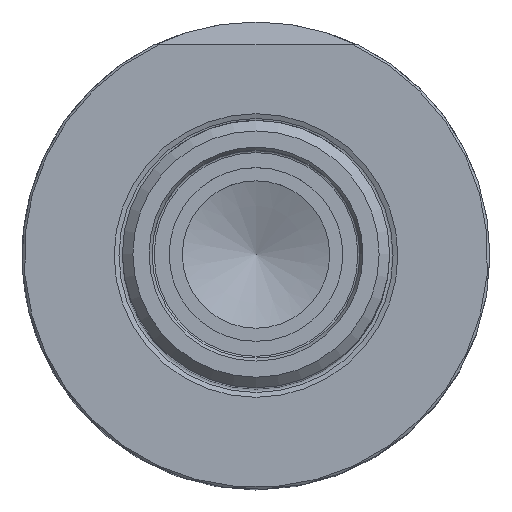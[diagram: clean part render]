
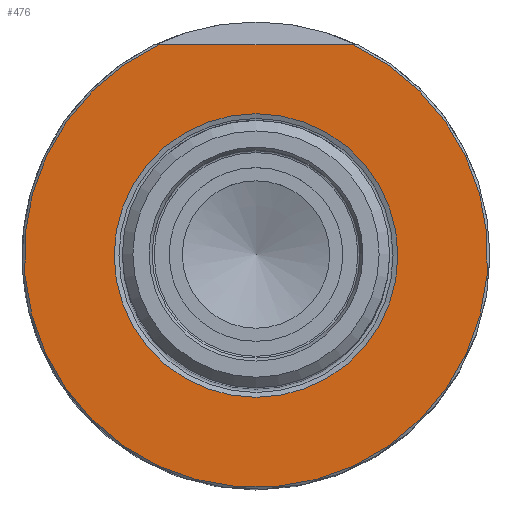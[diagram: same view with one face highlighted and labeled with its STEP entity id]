
A CAD part, top view. The second image highlights one B-rep face of the part: STEP entity #476.
In plain terms, the highlighted planar face has unit normal (0, 0, 1).
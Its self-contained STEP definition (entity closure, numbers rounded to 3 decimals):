
#216=FACE_BOUND('',#1008,.T.);
#217=FACE_BOUND('',#1009,.T.);
#352=PLANE('',#4643);
#476=ADVANCED_FACE('CN_SU_1',(#216,#217),#352,.F.);
#1008=EDGE_LOOP('',(#2249));
#1009=EDGE_LOOP('',(#2250,#2251));
#1311=CIRCLE('',#4641,13.472);
#1312=CIRCLE('',#4642,22.025);
#1445=LINE('',#7086,#1669);
#1669=VECTOR('',#5220,1.);
#2249=ORIENTED_EDGE('',*,*,#3879,.F.);
#2250=ORIENTED_EDGE('',*,*,#3863,.T.);
#2251=ORIENTED_EDGE('',*,*,#3880,.T.);
#3420=VERTEX_POINT('',#7087);
#3421=VERTEX_POINT('',#7088);
#3434=VERTEX_POINT('',#7126);
#3863=EDGE_CURVE('',#3420,#3421,#1445,.T.);
#3879=EDGE_CURVE('',#3434,#3434,#1311,.T.);
#3880=EDGE_CURVE('',#3421,#3420,#1312,.T.);
#4641=AXIS2_PLACEMENT_3D('',#7125,#5248,#5249);
#4642=AXIS2_PLACEMENT_3D('',#7127,#5250,#5251);
#4643=AXIS2_PLACEMENT_3D('',#7128,#5252,#5253);
#5220=DIRECTION('',(-1.,0.,0.));
#5248=DIRECTION('',(0.,0.,1.));
#5249=DIRECTION('',(1.,0.,0.));
#5250=DIRECTION('',(0.,0.,1.));
#5251=DIRECTION('',(-1.,0.,0.));
#5252=DIRECTION('',(0.,0.,-1.));
#5253=DIRECTION('',(-1.,0.,0.));
#7086=CARTESIAN_POINT('',(50.,20.,0.));
#7087=CARTESIAN_POINT('',(9.225,20.,0.));
#7088=CARTESIAN_POINT('',(-9.225,20.,0.));
#7125=CARTESIAN_POINT('',(0.,0.,0.));
#7126=CARTESIAN_POINT('',(13.472,0.,0.));
#7127=CARTESIAN_POINT('',(0.,0.,0.));
#7128=CARTESIAN_POINT('',(0.,-22.225,0.));
